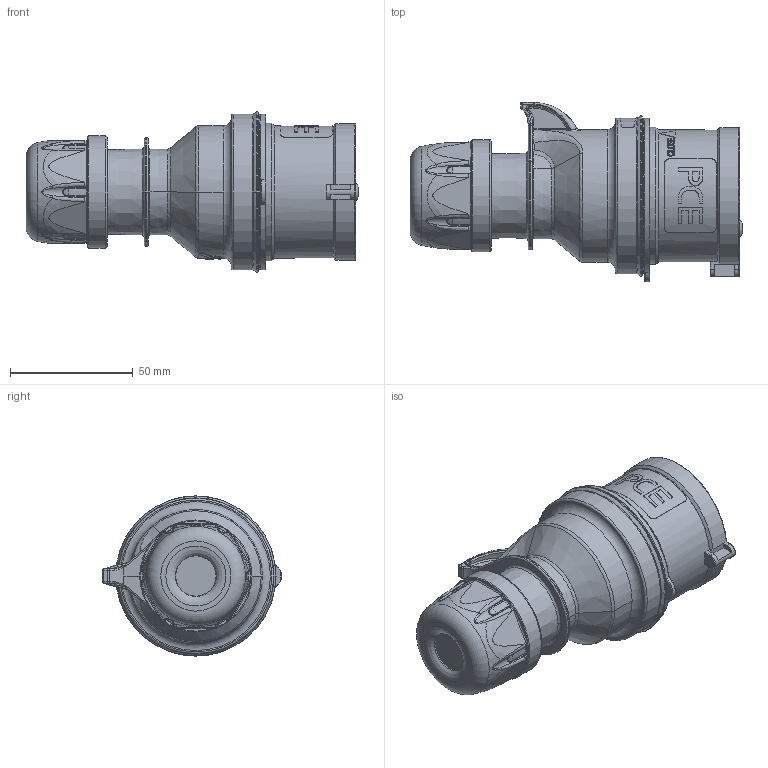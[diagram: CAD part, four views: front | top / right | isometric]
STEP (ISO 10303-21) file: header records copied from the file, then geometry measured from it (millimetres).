
FILE_DESCRIPTION (( 'STEP AP203' ), '1' );
FILE_NAME ('017-6v.STEP', '2019-10-18T10:31:43', ( '' ), ( '' ), 'SwSTEP 2.0', 'SolidWorks 2019', '' );
FILE_SCHEMA (( 'CONFIG_CONTROL_DESIGN' ));
Length unit declared in the file: millimetre
Products named in the file (1): 017-6v
Bounding box: 135 x 72.85 x 65.2 mm (x, y, z)
Volume: 190106.5 mm3; surface area: 38697.3 mm2
Topology: 1 solids, 1 shells, 700 faces, 1705 edges, 1045 vertices
Faces by surface type: bspline 208, plane 191, cylinder 145, torus 103, cone 35, sphere 18
Full cylindrical faces by diameter (mm): 5 x6, 5.3 x1, 5.786 x1, 7 x1, 45.6 x1, 53.727 x1, 55.8 x1, 62.3 x1, 63.3 x1
Entity records: 34735 total; most frequent: CARTESIAN_POINT 20464, ORIENTED_EDGE 3192, DIRECTION 2540, EDGE_CURVE 1596, AXIS2_PLACEMENT_3D 1039, VERTEX_POINT 1008, EDGE_LOOP 810, FACE_OUTER_BOUND 751
